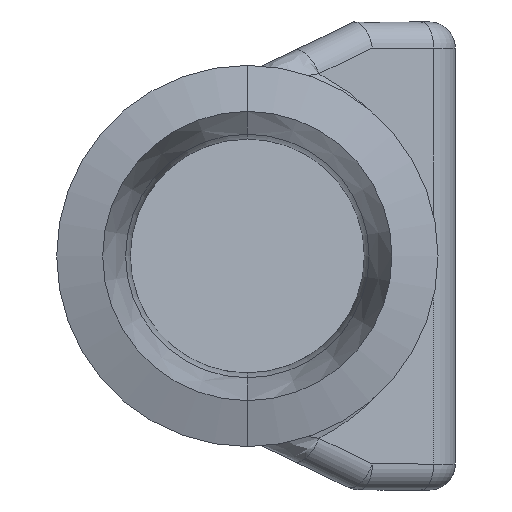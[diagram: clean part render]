
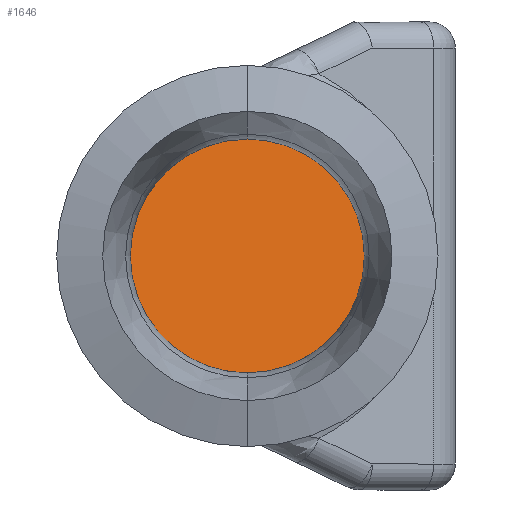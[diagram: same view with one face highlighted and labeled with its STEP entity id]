
A CAD part, left-side view. The second image highlights one B-rep face of the part: STEP entity #1646.
In plain terms, the highlighted planar face has unit normal (-0.866, -0.5, 0).
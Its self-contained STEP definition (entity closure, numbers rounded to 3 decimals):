
#1 = DIRECTION ( 'NONE',  ( -0.866, -0.5, 0. ) ) ;
#195 = CARTESIAN_POINT ( 'NONE',  ( 91.525, 13.5, 6.75 ) ) ;
#367 = EDGE_LOOP ( 'NONE', ( #1490, #579 ) ) ;
#391 = CARTESIAN_POINT ( 'NONE',  ( 99.319, 0., -6.75 ) ) ;
#453 =( BOUNDED_CURVE ( )  B_SPLINE_CURVE ( 3, ( #1352, #195, #454, #893 ),
 .UNSPECIFIED., .F., .T. ) 
 B_SPLINE_CURVE_WITH_KNOTS ( ( 4, 4 ),
 ( 4.712, 7.854 ),
 .UNSPECIFIED. ) 
 CURVE ( )  GEOMETRIC_REPRESENTATION_ITEM ( )  RATIONAL_B_SPLINE_CURVE ( ( 1., 0.333, 0.333, 1. ) ) 
 REPRESENTATION_ITEM ( '' )  );
#454 = CARTESIAN_POINT ( 'NONE',  ( 91.525, 13.5, -6.75 ) ) ;
#542 = CARTESIAN_POINT ( 'NONE',  ( 105.814, -11.25, -39.722 ) ) ;
#573 = CARTESIAN_POINT ( 'NONE',  ( 99.319, 0., -6.75 ) ) ;
#579 = ORIENTED_EDGE ( 'NONE', *, *, #1683, .T. ) ;
#693 = DIRECTION ( 'NONE',  ( 0.5, -0.866, 0. ) ) ;
#705 = CARTESIAN_POINT ( 'NONE',  ( 99.319, 0., 6.75 ) ) ;
#824 = CARTESIAN_POINT ( 'NONE',  ( 107.113, -13.5, 6.75 ) ) ;
#851 = FACE_OUTER_BOUND ( 'NONE', #367, .T. ) ;
#858 = AXIS2_PLACEMENT_3D ( 'NONE', #542, #1, #693 ) ;
#893 = CARTESIAN_POINT ( 'NONE',  ( 99.319, 0., -6.75 ) ) ;
#900 =( BOUNDED_CURVE ( )  B_SPLINE_CURVE ( 3, ( #573, #1711, #824, #1561 ),
 .UNSPECIFIED., .F., .T. ) 
 B_SPLINE_CURVE_WITH_KNOTS ( ( 4, 4 ),
 ( 1.571, 4.712 ),
 .UNSPECIFIED. ) 
 CURVE ( )  GEOMETRIC_REPRESENTATION_ITEM ( )  RATIONAL_B_SPLINE_CURVE ( ( 1., 0.333, 0.333, 1. ) ) 
 REPRESENTATION_ITEM ( '' )  );
#946 = VERTEX_POINT ( 'NONE', #391 ) ;
#986 = PLANE ( 'NONE',  #858 ) ;
#1067 = VERTEX_POINT ( 'NONE', #705 ) ;
#1238 = EDGE_CURVE ( 'NONE', #1067, #946, #453, .T. ) ;
#1352 = CARTESIAN_POINT ( 'NONE',  ( 99.319, 0., 6.75 ) ) ;
#1490 = ORIENTED_EDGE ( 'NONE', *, *, #1238, .T. ) ;
#1561 = CARTESIAN_POINT ( 'NONE',  ( 99.319, 0., 6.75 ) ) ;
#1646 = ADVANCED_FACE ( 'NONE', ( #851 ), #986, .T. ) ;
#1683 = EDGE_CURVE ( 'NONE', #946, #1067, #900, .T. ) ;
#1711 = CARTESIAN_POINT ( 'NONE',  ( 107.113, -13.5, -6.75 ) ) ;
